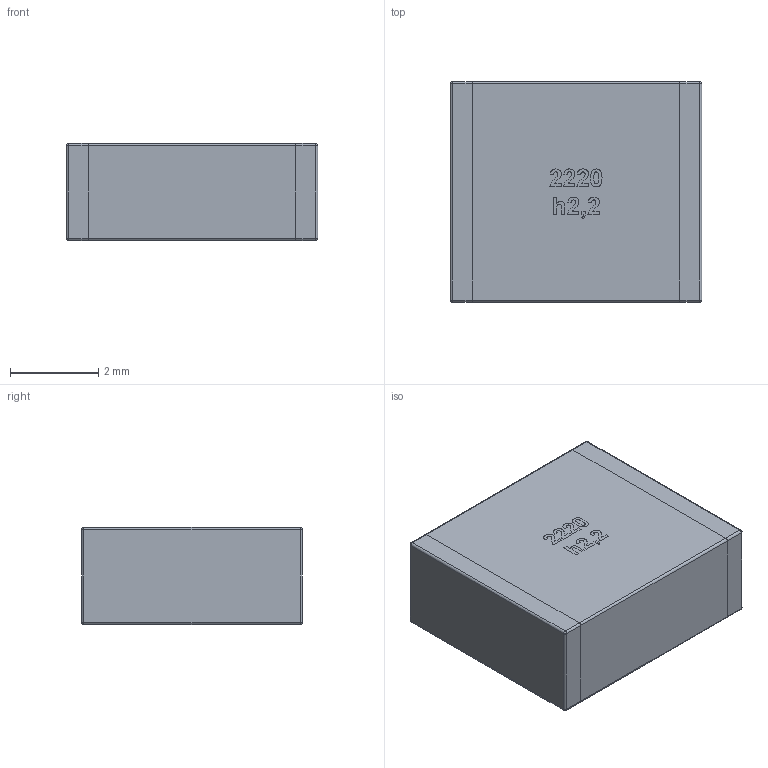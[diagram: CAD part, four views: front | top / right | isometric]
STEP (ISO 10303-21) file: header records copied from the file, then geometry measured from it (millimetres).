
FILE_DESCRIPTION (( 'STEP AP214' ), '1' );
FILE_NAME ('c_2220-h2.2.STEP', '2024-11-27T13:08:23', ( '' ), ( '' ), 'SwSTEP 2.0', 'SolidWorks 2021', '' );
FILE_SCHEMA (( 'AUTOMOTIVE_DESIGN' ));
Length unit declared in the file: millimetre
Products named in the file (1): c_2220-h2.2
Bounding box: 5.7 x 5 x 2.2 mm (x, y, z)
Volume: 62.7 mm3; surface area: 147 mm2
Topology: 3 solids, 3 shells, 55 faces, 201 edges, 153 vertices
Faces by surface type: plane 27, cylinder 20, sphere 8
Entity records: 3314 total; most frequent: CARTESIAN_POINT 1280, ORIENTED_EDGE 386, DIRECTION 281, EDGE_CURVE 193, VERTEX_POINT 153, AXIS2_PLACEMENT_3D 96, LINE 89, VECTOR 89
